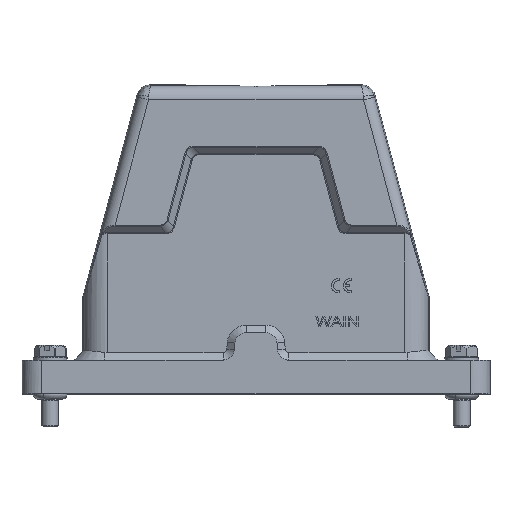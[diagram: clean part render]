
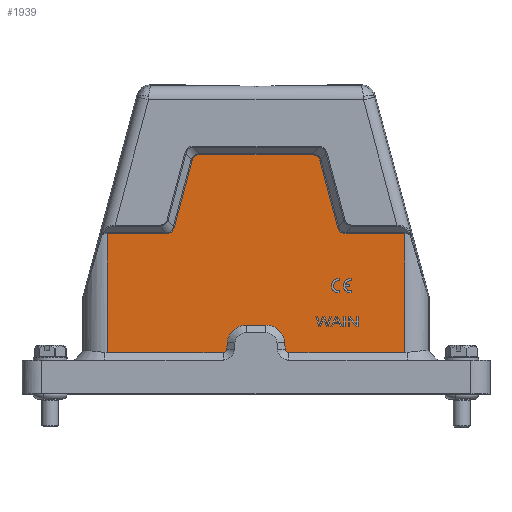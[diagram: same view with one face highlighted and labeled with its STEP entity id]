
A CAD part, top view. The second image highlights one B-rep face of the part: STEP entity #1939.
In plain terms, the highlighted planar face has unit normal (0, 0, 1).
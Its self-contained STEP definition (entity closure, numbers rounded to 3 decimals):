
#749=B_SPLINE_CURVE_WITH_KNOTS('',3,(#17894,#17895,#17896,#17897,#17898,
#17899),.UNSPECIFIED.,.F.,.F.,(4,2,4),(0.,0.5,1.),.UNSPECIFIED.);
#752=B_SPLINE_CURVE_WITH_KNOTS('',3,(#17913,#17914,#17915,#17916,#17917,
#17918),.UNSPECIFIED.,.F.,.F.,(4,2,4),(0.,0.5,1.),.UNSPECIFIED.);
#755=B_SPLINE_CURVE_WITH_KNOTS('',3,(#17932,#17933,#17934,#17935,#17936,
#17937),.UNSPECIFIED.,.F.,.F.,(4,2,4),(0.,0.5,1.),.UNSPECIFIED.);
#758=B_SPLINE_CURVE_WITH_KNOTS('',3,(#17951,#17952,#17953,#17954,#17955,
#17956),.UNSPECIFIED.,.F.,.F.,(4,2,4),(0.,0.5,1.),.UNSPECIFIED.);
#780=B_SPLINE_CURVE_WITH_KNOTS('',3,(#18167,#18168,#18169,#18170),
 .UNSPECIFIED.,.F.,.F.,(4,4),(0.,1.),.UNSPECIFIED.);
#785=B_SPLINE_CURVE_WITH_KNOTS('',3,(#18208,#18209,#18210,#18211),
 .UNSPECIFIED.,.F.,.F.,(4,4),(0.,1.),.UNSPECIFIED.);
#786=B_SPLINE_CURVE_WITH_KNOTS('',3,(#18213,#18214,#18215,#18216),
 .UNSPECIFIED.,.F.,.F.,(4,4),(0.,1.),.UNSPECIFIED.);
#787=B_SPLINE_CURVE_WITH_KNOTS('',3,(#18220,#18221,#18222,#18223,#18224,
#18225),.UNSPECIFIED.,.F.,.F.,(4,2,4),(0.,0.5,1.),.UNSPECIFIED.);
#788=B_SPLINE_CURVE_WITH_KNOTS('',3,(#18229,#18230,#18231,#18232,#18233,
#18234),.UNSPECIFIED.,.F.,.F.,(4,2,4),(0.,0.5,1.),.UNSPECIFIED.);
#789=B_SPLINE_CURVE_WITH_KNOTS('',3,(#18238,#18239,#18240,#18241),
 .UNSPECIFIED.,.F.,.F.,(4,4),(0.,1.),.UNSPECIFIED.);
#790=B_SPLINE_CURVE_WITH_KNOTS('',3,(#18243,#18244,#18245,#18246),
 .UNSPECIFIED.,.F.,.F.,(4,4),(0.,1.),.UNSPECIFIED.);
#1939=ADVANCED_FACE('NONE',(#2812),#2427,.T.);
#2427=PLANE('',#11152);
#2812=FACE_OUTER_BOUND('',#3430,.T.);
#3430=EDGE_LOOP('',(#5204,#5205,#5206,#5207,#5208,#5209,#5210,#5211,#5212,
#5213,#5214,#5215,#5216,#5217,#5218,#5219,#5220,#5221,#5222,#5223));
#5204=ORIENTED_EDGE('',*,*,#8791,.F.);
#5205=ORIENTED_EDGE('',*,*,#8792,.T.);
#5206=ORIENTED_EDGE('',*,*,#8793,.F.);
#5207=ORIENTED_EDGE('',*,*,#8794,.F.);
#5208=ORIENTED_EDGE('',*,*,#8795,.F.);
#5209=ORIENTED_EDGE('',*,*,#8796,.F.);
#5210=ORIENTED_EDGE('',*,*,#8797,.F.);
#5211=ORIENTED_EDGE('',*,*,#8798,.T.);
#5212=ORIENTED_EDGE('',*,*,#8799,.F.);
#5213=ORIENTED_EDGE('',*,*,#8782,.T.);
#5214=ORIENTED_EDGE('',*,*,#8732,.T.);
#5215=ORIENTED_EDGE('',*,*,#8734,.T.);
#5216=ORIENTED_EDGE('',*,*,#8736,.T.);
#5217=ORIENTED_EDGE('',*,*,#8738,.T.);
#5218=ORIENTED_EDGE('',*,*,#8740,.T.);
#5219=ORIENTED_EDGE('',*,*,#8742,.T.);
#5220=ORIENTED_EDGE('',*,*,#8744,.T.);
#5221=ORIENTED_EDGE('',*,*,#8746,.T.);
#5222=ORIENTED_EDGE('',*,*,#8747,.T.);
#5223=ORIENTED_EDGE('',*,*,#8755,.T.);
#7445=VERTEX_POINT('',#17316);
#7461=VERTEX_POINT('',#17730);
#7466=VERTEX_POINT('',#17886);
#7467=VERTEX_POINT('',#17893);
#7468=VERTEX_POINT('',#17905);
#7469=VERTEX_POINT('',#17912);
#7470=VERTEX_POINT('',#17924);
#7471=VERTEX_POINT('',#17931);
#7472=VERTEX_POINT('',#17943);
#7473=VERTEX_POINT('',#17950);
#7479=VERTEX_POINT('',#17988);
#7491=VERTEX_POINT('',#18144);
#7500=VERTEX_POINT('',#18212);
#7501=VERTEX_POINT('',#18217);
#7502=VERTEX_POINT('',#18219);
#7503=VERTEX_POINT('',#18226);
#7504=VERTEX_POINT('',#18228);
#7505=VERTEX_POINT('',#18235);
#7506=VERTEX_POINT('',#18237);
#7507=VERTEX_POINT('',#18242);
#8732=EDGE_CURVE('NONE',#7461,#7466,#9887,.T.);
#8734=EDGE_CURVE('NONE',#7466,#7467,#749,.T.);
#8736=EDGE_CURVE('NONE',#7467,#7468,#9888,.T.);
#8738=EDGE_CURVE('NONE',#7468,#7469,#752,.T.);
#8740=EDGE_CURVE('NONE',#7469,#7470,#9889,.T.);
#8742=EDGE_CURVE('NONE',#7470,#7471,#755,.T.);
#8744=EDGE_CURVE('NONE',#7471,#7472,#9890,.T.);
#8746=EDGE_CURVE('NONE',#7472,#7473,#758,.T.);
#8747=EDGE_CURVE('NONE',#7473,#7445,#9891,.T.);
#8755=EDGE_CURVE('NONE',#7445,#7479,#9897,.T.);
#8782=EDGE_CURVE('NONE',#7491,#7461,#780,.T.);
#8791=EDGE_CURVE('NONE',#7500,#7479,#785,.T.);
#8792=EDGE_CURVE('NONE',#7500,#7501,#786,.T.);
#8793=EDGE_CURVE('NONE',#7502,#7501,#9909,.T.);
#8794=EDGE_CURVE('NONE',#7503,#7502,#787,.T.);
#8795=EDGE_CURVE('NONE',#7504,#7503,#9910,.T.);
#8796=EDGE_CURVE('NONE',#7505,#7504,#788,.T.);
#8797=EDGE_CURVE('NONE',#7506,#7505,#9911,.T.);
#8798=EDGE_CURVE('NONE',#7506,#7507,#789,.T.);
#8799=EDGE_CURVE('NONE',#7491,#7507,#790,.T.);
#9887=LINE('',#17887,#10491);
#9888=LINE('',#17906,#10492);
#9889=LINE('',#17925,#10493);
#9890=LINE('',#17944,#10494);
#9891=LINE('',#17958,#10495);
#9897=LINE('',#17989,#10501);
#9909=LINE('',#18218,#10513);
#9910=LINE('',#18227,#10514);
#9911=LINE('',#18236,#10515);
#10491=VECTOR('',#12424,1.);
#10492=VECTOR('',#12429,1.);
#10493=VECTOR('',#12434,1.);
#10494=VECTOR('',#12439,1.);
#10495=VECTOR('',#12444,1.);
#10501=VECTOR('',#12456,1.);
#10513=VECTOR('',#12498,1.);
#10514=VECTOR('',#12499,1.);
#10515=VECTOR('',#12500,1.);
#11152=AXIS2_PLACEMENT_3D('',#18247,#12501,#12502);
#12424=DIRECTION('',(-1.,0.,0.));
#12429=DIRECTION('',(-0.259,0.966,0.));
#12434=DIRECTION('',(-1.,0.,0.));
#12439=DIRECTION('',(-0.259,-0.966,0.));
#12444=DIRECTION('',(-1.,0.,0.));
#12456=DIRECTION('',(0.,-1.,0.));
#12498=DIRECTION('',(-0.087,-0.996,0.));
#12499=DIRECTION('',(-1.,0.,0.));
#12500=DIRECTION('',(-0.087,0.996,0.));
#12501=DIRECTION('',(0.,0.,1.));
#12502=DIRECTION('',(1.,0.,0.));
#17316=CARTESIAN_POINT('',(-52.688,57.093,26.3));
#17730=CARTESIAN_POINT('',(52.688,57.093,26.3));
#17886=CARTESIAN_POINT('',(32.082,57.093,26.3));
#17887=CARTESIAN_POINT('',(0.,57.093,26.3));
#17893=CARTESIAN_POINT('',(29.009,59.451,26.3));
#17894=CARTESIAN_POINT('',(32.082,57.093,26.3));
#17895=CARTESIAN_POINT('',(31.373,57.084,26.3));
#17896=CARTESIAN_POINT('',(30.658,57.297,26.3));
#17897=CARTESIAN_POINT('',(29.574,58.128,26.3));
#17898=CARTESIAN_POINT('',(29.184,58.762,26.3));
#17899=CARTESIAN_POINT('',(29.009,59.451,26.3));
#17905=CARTESIAN_POINT('',(22.63,83.259,26.3));
#17906=CARTESIAN_POINT('',(29.009,59.451,26.3));
#17912=CARTESIAN_POINT('',(20.239,85.093,26.3));
#17913=CARTESIAN_POINT('',(22.63,83.259,26.3));
#17914=CARTESIAN_POINT('',(22.494,83.793,26.3));
#17915=CARTESIAN_POINT('',(22.189,84.288,26.3));
#17916=CARTESIAN_POINT('',(21.347,84.934,26.3));
#17917=CARTESIAN_POINT('',(20.792,85.1,26.3));
#17918=CARTESIAN_POINT('',(20.239,85.093,26.3));
#17924=CARTESIAN_POINT('',(-20.239,85.093,26.3));
#17925=CARTESIAN_POINT('',(0.,85.093,26.3));
#17931=CARTESIAN_POINT('',(-22.63,83.259,26.3));
#17932=CARTESIAN_POINT('',(-20.239,85.093,26.3));
#17933=CARTESIAN_POINT('',(-20.79,85.1,26.3));
#17934=CARTESIAN_POINT('',(-21.347,84.934,26.3));
#17935=CARTESIAN_POINT('',(-22.189,84.288,26.3));
#17936=CARTESIAN_POINT('',(-22.493,83.794,26.3));
#17937=CARTESIAN_POINT('',(-22.63,83.259,26.3));
#17943=CARTESIAN_POINT('',(-29.009,59.451,26.3));
#17944=CARTESIAN_POINT('',(-22.63,83.259,26.3));
#17950=CARTESIAN_POINT('',(-32.082,57.093,26.3));
#17951=CARTESIAN_POINT('',(-29.009,59.451,26.3));
#17952=CARTESIAN_POINT('',(-29.183,58.764,26.3));
#17953=CARTESIAN_POINT('',(-29.575,58.128,26.3));
#17954=CARTESIAN_POINT('',(-30.658,57.297,26.3));
#17955=CARTESIAN_POINT('',(-31.372,57.083,26.3));
#17956=CARTESIAN_POINT('',(-32.082,57.093,26.3));
#17958=CARTESIAN_POINT('',(0.,57.093,26.3));
#17988=CARTESIAN_POINT('',(-52.688,15.,26.3));
#17989=CARTESIAN_POINT('',(-52.688,57.093,26.3));
#18144=CARTESIAN_POINT('',(52.688,15.,26.3));
#18167=CARTESIAN_POINT('',(52.688,15.,26.3));
#18168=CARTESIAN_POINT('',(52.688,29.031,26.3));
#18169=CARTESIAN_POINT('',(52.688,43.062,26.3));
#18170=CARTESIAN_POINT('',(52.688,57.093,26.3));
#18208=CARTESIAN_POINT('',(-11.665,15.,26.3));
#18209=CARTESIAN_POINT('',(-25.34,15.,26.3));
#18210=CARTESIAN_POINT('',(-39.014,15.,26.3));
#18211=CARTESIAN_POINT('',(-52.688,15.,26.3));
#18212=CARTESIAN_POINT('',(-11.665,15.,26.3));
#18213=CARTESIAN_POINT('',(-11.665,15.,26.3));
#18214=CARTESIAN_POINT('',(-11.01,15.003,26.3));
#18215=CARTESIAN_POINT('',(-10.43,15.531,26.3));
#18216=CARTESIAN_POINT('',(-10.37,16.187,26.3));
#18217=CARTESIAN_POINT('',(-10.37,16.187,26.3));
#18218=CARTESIAN_POINT('',(-10.161,18.584,26.3));
#18219=CARTESIAN_POINT('',(-10.161,18.584,26.3));
#18220=CARTESIAN_POINT('',(-3.486,24.7,26.3));
#18221=CARTESIAN_POINT('',(-5.143,24.7,26.3));
#18222=CARTESIAN_POINT('',(-6.791,24.059,26.3));
#18223=CARTESIAN_POINT('',(-9.234,21.821,26.3));
#18224=CARTESIAN_POINT('',(-10.016,20.234,26.3));
#18225=CARTESIAN_POINT('',(-10.161,18.584,26.3));
#18226=CARTESIAN_POINT('',(-3.486,24.7,26.3));
#18227=CARTESIAN_POINT('',(0.,24.7,26.3));
#18228=CARTESIAN_POINT('',(3.486,24.7,26.3));
#18229=CARTESIAN_POINT('',(10.161,18.584,26.3));
#18230=CARTESIAN_POINT('',(10.016,20.234,26.3));
#18231=CARTESIAN_POINT('',(9.234,21.821,26.3));
#18232=CARTESIAN_POINT('',(6.791,24.059,26.3));
#18233=CARTESIAN_POINT('',(5.143,24.7,26.3));
#18234=CARTESIAN_POINT('',(3.486,24.7,26.3));
#18235=CARTESIAN_POINT('',(10.161,18.584,26.3));
#18236=CARTESIAN_POINT('',(10.37,16.187,26.3));
#18237=CARTESIAN_POINT('',(10.37,16.187,26.3));
#18238=CARTESIAN_POINT('',(10.37,16.187,26.3));
#18239=CARTESIAN_POINT('',(10.43,15.534,26.3));
#18240=CARTESIAN_POINT('',(11.007,15.003,26.3));
#18241=CARTESIAN_POINT('',(11.665,15.,26.3));
#18242=CARTESIAN_POINT('',(11.665,15.,26.3));
#18243=CARTESIAN_POINT('',(52.688,15.,26.3));
#18244=CARTESIAN_POINT('',(39.014,15.,26.3));
#18245=CARTESIAN_POINT('',(25.34,15.,26.3));
#18246=CARTESIAN_POINT('',(11.665,15.,26.3));
#18247=CARTESIAN_POINT('',(0.,0.,26.3));
